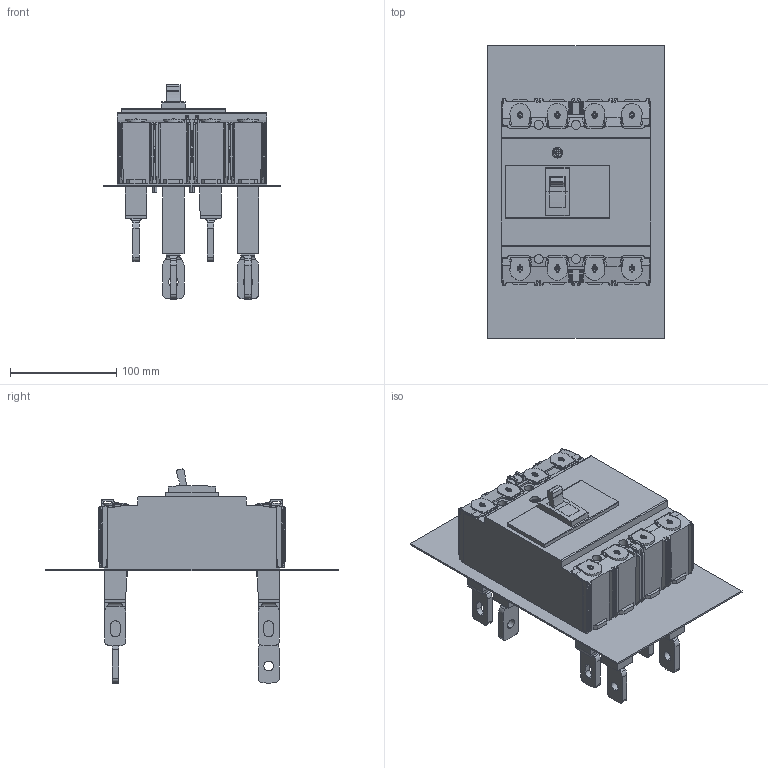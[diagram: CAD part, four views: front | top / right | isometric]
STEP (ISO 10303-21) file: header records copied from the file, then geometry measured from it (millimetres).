
FILE_DESCRIPTION(('CoCreate Modeling STEP Export'),'2;1');
FILE_NAME('ＰＶＳ２５０ＳＮＨ４Ｒ.stp','2016-03-30T 9:24:04',(''),(''),'CoCreate Modeling STEP processor for AP214 (Solid Model)','CoCreate Modeling 17.0 01-Apr-2010 (C) Parametric Technology GmbH','');
FILE_SCHEMA(('AUTOMOTIVE_DESIGN { 1 0 10303 214 1 1 1 1 }'));
Length unit declared in the file: millimetre
Products named in the file (11): P5.1; P6.1; P1.1; P3.4; P2; P2.3; P1; P4; P7.1; P7; ＰＶＳ２５０ＳＮＨ４Ｒ
Assembly tree (25 placements, depth 2):
  ＰＶＳ２５０ＳＮＨ４Ｒ
    P7
    P7.1
    P5.1  x4
    P2  x2
    P4
    P2.3  x2
    P6.1  x4
    P3.4  x8
    P1
    P1.1
Bounding box: 166 x 275 x 201.12 mm (x, y, z)
Volume: 1700303.9 mm3; surface area: 319071.3 mm2
Topology: 25 solids, 25 shells, 1884 faces, 5117 edges, 3322 vertices
Faces by surface type: plane 1135, cylinder 585, torus 78, bspline 64, extrusion 12, cone 10
Entity records: 62601 total; most frequent: CARTESIAN_POINT 23232, ORIENTED_EDGE 8678, DIRECTION 7278, EDGE_CURVE 4339, VECTOR 2892, LINE 2880, VERTEX_POINT 2812, AXIS2_PLACEMENT_3D 2193
